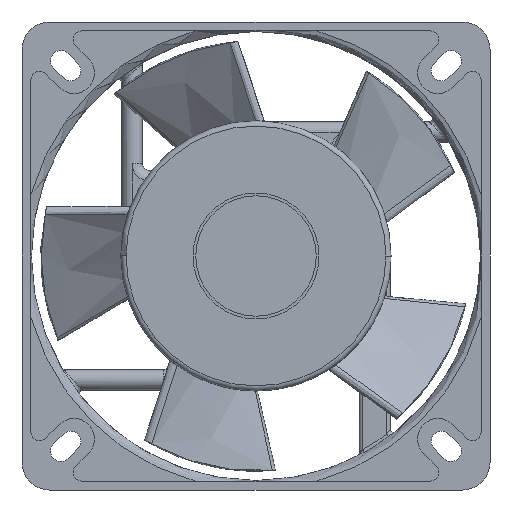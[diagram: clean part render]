
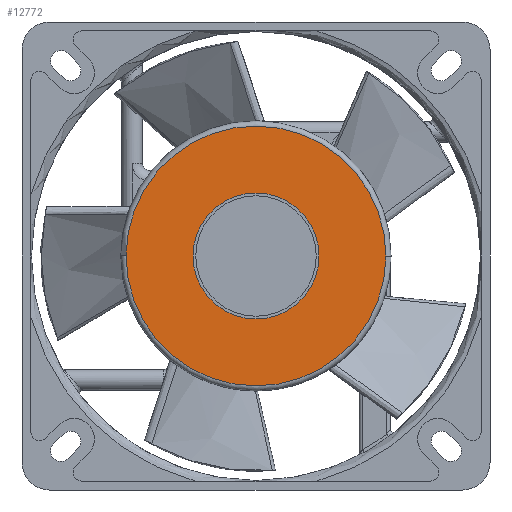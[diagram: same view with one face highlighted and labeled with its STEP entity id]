
A CAD part, front view. The second image highlights one B-rep face of the part: STEP entity #12772.
In plain terms, the highlighted face is planar.
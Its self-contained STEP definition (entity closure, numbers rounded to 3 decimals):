
#11471=CARTESIAN_POINT('',(0.,13.,0.));
#11472=DIRECTION('',(0.,-1.,0.));
#11473=DIRECTION('',(-1.,0.,0.));
#11474=AXIS2_PLACEMENT_3D('',#11471,#11472,#11473);
#11476=CARTESIAN_POINT('',(0.,13.,0.));
#11477=DIRECTION('',(0.,-1.,0.));
#11478=DIRECTION('',(-1.,0.,-0.007));
#11479=AXIS2_PLACEMENT_3D('',#11476,#11477,#11478);
#11481=CARTESIAN_POINT('',(0.,13.,0.));
#11482=DIRECTION('',(0.,-1.,0.));
#11483=DIRECTION('',(1.,0.,0.));
#11484=AXIS2_PLACEMENT_3D('',#11481,#11482,#11483);
#11486=CARTESIAN_POINT('',(0.,13.,0.));
#11487=DIRECTION('',(0.,-1.,0.));
#11488=DIRECTION('',(1.,0.,0.007));
#11489=AXIS2_PLACEMENT_3D('',#11486,#11487,#11488);
#11491=CARTESIAN_POINT('',(0.,13.,0.));
#11492=DIRECTION('',(0.,1.,0.));
#11493=DIRECTION('',(0.,0.,1.));
#11494=AXIS2_PLACEMENT_3D('',#11491,#11492,#11493);
#11496=CARTESIAN_POINT('',(0.,13.,0.));
#11497=DIRECTION('',(0.,1.,0.));
#11498=DIRECTION('',(0.,0.,-1.));
#11499=AXIS2_PLACEMENT_3D('',#11496,#11497,#11498);
#12178=CARTESIAN_POINT('',(37.749,13.,0.266));
#12179=CARTESIAN_POINT('',(-37.75,13.,0.));
#12180=VERTEX_POINT('',#12178);
#12181=VERTEX_POINT('',#12179);
#12182=CARTESIAN_POINT('',(37.75,13.,0.));
#12183=VERTEX_POINT('',#12182);
#12188=CARTESIAN_POINT('',(-37.749,13.,-0.266));
#12189=VERTEX_POINT('',#12188);
#12190=CARTESIAN_POINT('',(0.,13.,18.3));
#12191=CARTESIAN_POINT('',(0.,13.,-18.3));
#12192=VERTEX_POINT('',#12190);
#12193=VERTEX_POINT('',#12191);
#12753=CARTESIAN_POINT('',(0.,13.,0.));
#12754=DIRECTION('',(0.,1.,0.));
#12755=DIRECTION('',(1.,0.,0.));
#12756=AXIS2_PLACEMENT_3D('',#12753,#12754,#12755);
#12757=PLANE('',#12756);
#12759=ORIENTED_EDGE('',*,*,#12758,.T.);
#12761=ORIENTED_EDGE('',*,*,#12760,.T.);
#12762=ORIENTED_EDGE('',*,*,#12742,.T.);
#12763=ORIENTED_EDGE('',*,*,#12740,.T.);
#12764=EDGE_LOOP('',(#12759,#12761,#12762,#12763));
#12765=FACE_OUTER_BOUND('',#12764,.F.);
#12767=ORIENTED_EDGE('',*,*,#12766,.T.);
#12769=ORIENTED_EDGE('',*,*,#12768,.T.);
#12770=EDGE_LOOP('',(#12767,#12769));
#12771=FACE_BOUND('',#12770,.F.);
#12772=ADVANCED_FACE('',(#12765,#12771),#12757,.T.);
#11475=CIRCLE('',#11474,37.75);
#11480=CIRCLE('',#11479,37.75);
#11485=CIRCLE('',#11484,37.75);
#11490=CIRCLE('',#11489,37.75);
#11495=CIRCLE('',#11494,18.3);
#11500=CIRCLE('',#11499,18.3);
#12740=EDGE_CURVE('',#12180,#12181,#11490,.T.);
#12742=EDGE_CURVE('',#12183,#12180,#11485,.T.);
#12758=EDGE_CURVE('',#12181,#12189,#11475,.T.);
#12760=EDGE_CURVE('',#12189,#12183,#11480,.T.);
#12766=EDGE_CURVE('',#12192,#12193,#11495,.T.);
#12768=EDGE_CURVE('',#12193,#12192,#11500,.T.);
